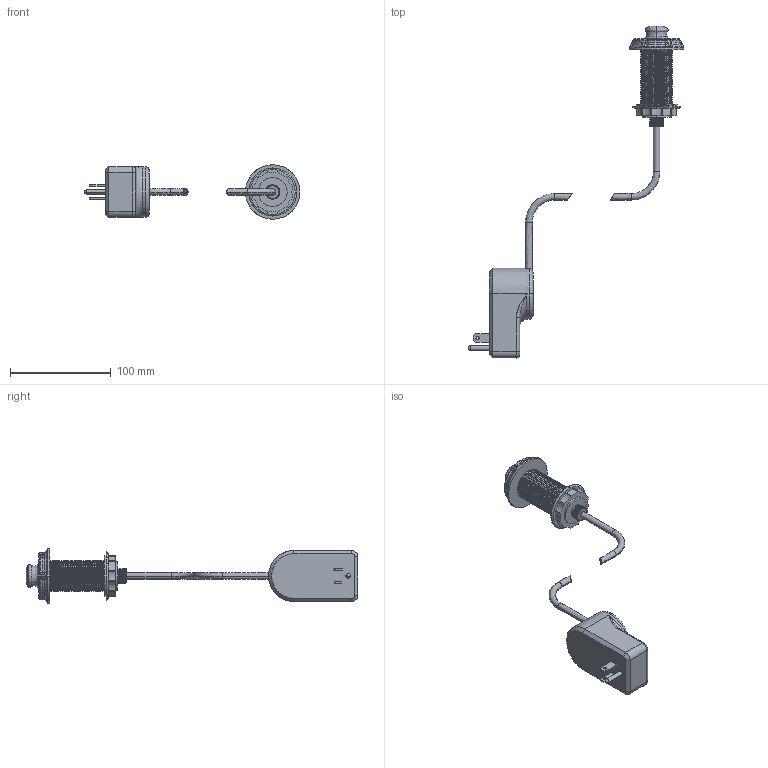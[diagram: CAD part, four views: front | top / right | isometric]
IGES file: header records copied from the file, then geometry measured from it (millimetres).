
Start section:  PTC IGES file: 3210-5811.igs
Global section: file name: 3210-5811.igs; native system: Creo Parametric by PTC Inc.; preprocessor: 2018400; author: rsmith; organization: Unknown; date: 20211005.112023; units: inch
Bounding box: 214.26 x 329.79 x 53.98 mm (x, y, z)
Surface area: 44970.4 mm2 (no closed solid volume)
Topology: 0 solids, 0 shells, 626 faces, 3164 edges, 3160 vertices
Faces by surface type: bspline 402, revolution 224
